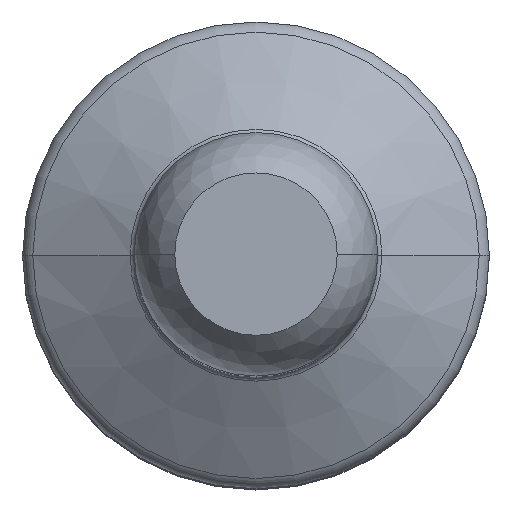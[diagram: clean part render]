
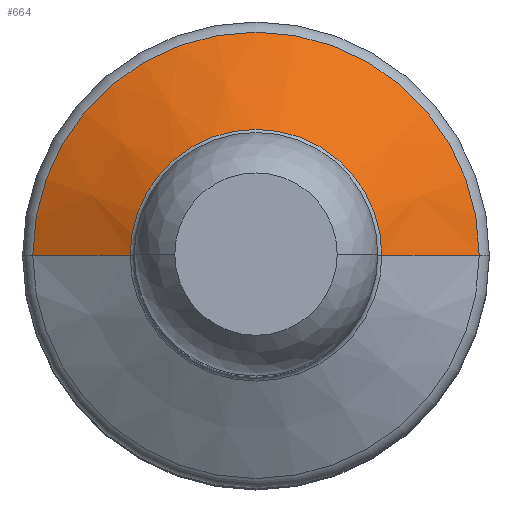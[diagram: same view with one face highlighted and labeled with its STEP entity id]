
A CAD part, top view. The second image highlights one B-rep face of the part: STEP entity #664.
In plain terms, the highlighted conical face has half-angle 60 degrees and reference radius 4.3 mm.
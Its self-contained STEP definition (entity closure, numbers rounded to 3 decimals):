
#184=DIRECTION('',(0.866,0.,0.5));
#185=VECTOR('',#184,2.768);
#186=CARTESIAN_POINT('',(-5.499,0.,-0.286));
#187=LINE('',#186,#185);
#188=CARTESIAN_POINT('',(0.,0.,-0.286));
#189=DIRECTION('',(0.,0.,-1.));
#190=DIRECTION('',(-1.,0.,0.));
#191=AXIS2_PLACEMENT_3D('',#188,#189,#190);
#193=DIRECTION('',(-0.866,0.,0.5));
#194=VECTOR('',#193,2.768);
#195=CARTESIAN_POINT('',(5.499,0.,-0.286));
#196=LINE('',#195,#194);
#202=CARTESIAN_POINT('',(0.,0.,1.098));
#203=DIRECTION('',(0.,0.,-1.));
#204=DIRECTION('',(-1.,0.,0.));
#205=AXIS2_PLACEMENT_3D('',#202,#203,#204);
#357=CARTESIAN_POINT('',(-5.499,0.,-0.286));
#358=VERTEX_POINT('',#357);
#359=CARTESIAN_POINT('',(-3.102,0.,1.098));
#360=VERTEX_POINT('',#359);
#391=CARTESIAN_POINT('',(5.499,0.,-0.286));
#392=VERTEX_POINT('',#391);
#393=CARTESIAN_POINT('',(3.102,0.,1.098));
#394=VERTEX_POINT('',#393);
#652=CARTESIAN_POINT('',(0.,0.,0.406));
#653=DIRECTION('',(0.,0.,-1.));
#654=DIRECTION('',(1.,0.,0.));
#655=AXIS2_PLACEMENT_3D('',#652,#653,#654);
#656=CONICAL_SURFACE('',#655,4.3,60.);
#657=ORIENTED_EDGE('',*,*,#642,.F.);
#658=ORIENTED_EDGE('',*,*,#619,.T.);
#659=ORIENTED_EDGE('',*,*,#646,.T.);
#661=ORIENTED_EDGE('',*,*,#660,.F.);
#662=EDGE_LOOP('',(#657,#658,#659,#661));
#663=FACE_OUTER_BOUND('',#662,.F.);
#664=ADVANCED_FACE('',(#663),#656,.T.);
#192=CIRCLE('',#191,5.499);
#206=CIRCLE('',#205,3.102);
#619=EDGE_CURVE('',#358,#392,#192,.T.);
#642=EDGE_CURVE('',#358,#360,#187,.T.);
#646=EDGE_CURVE('',#392,#394,#196,.T.);
#660=EDGE_CURVE('',#360,#394,#206,.T.);
